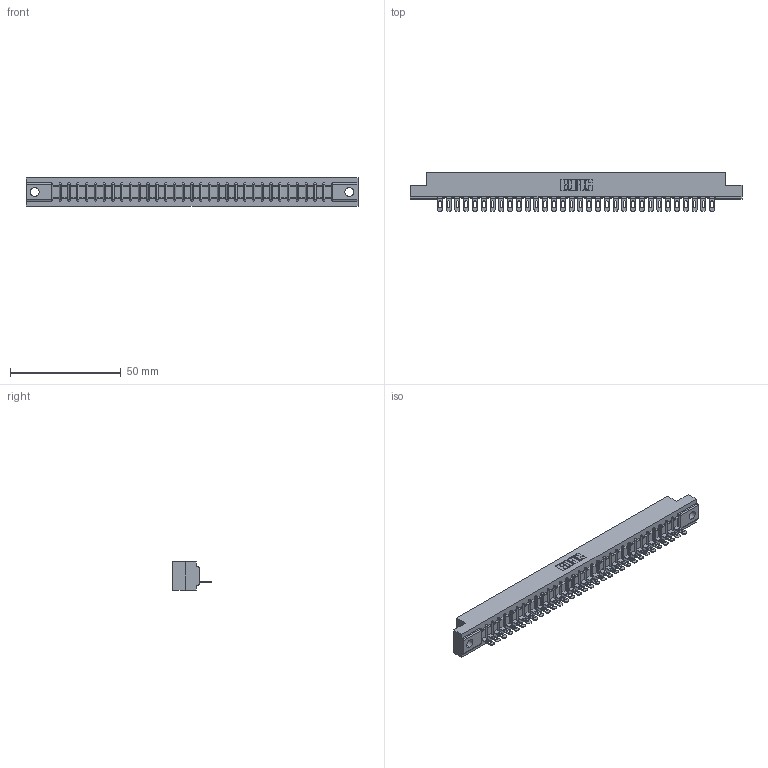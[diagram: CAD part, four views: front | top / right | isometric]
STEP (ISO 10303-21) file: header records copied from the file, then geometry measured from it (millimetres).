
FILE_DESCRIPTION (( 'STEP AP203' ), '1' );
FILE_NAME ('357-032-401-102.STEP', '2020-10-02T05:36:42', ( '' ), ( '' ), 'SwSTEP 2.0', 'SolidWorks 2020', '' );
FILE_SCHEMA (( 'CONFIG_CONTROL_DESIGN' ));
Length unit declared in the file: inch
Products named in the file (3): 307-290-002_501; 307 Part_.128 Dia Mounting Holes; 357-032-401-102
Assembly tree (33 placements, depth 2):
  357-032-401-102
    307 Part_.128 Dia Mounting Holes
    307-290-002_501  x32
Bounding box: 149.81 x 17.42 x 12.7 mm (x, y, z)
Volume: 15896.9 mm3; surface area: 19788.8 mm2
Topology: 33 solids, 33 shells, 2583 faces, 7939 edges, 5202 vertices
Faces by surface type: plane 1478, cylinder 1039, sphere 66
Entity records: 29462 total; most frequent: CARTESIAN_POINT 4968, ORIENTED_EDGE 4958, DIRECTION 4835, EDGE_CURVE 2479, VECTOR 1889, LINE 1889, VERTEX_POINT 1606, AXIS2_PLACEMENT_3D 1473
